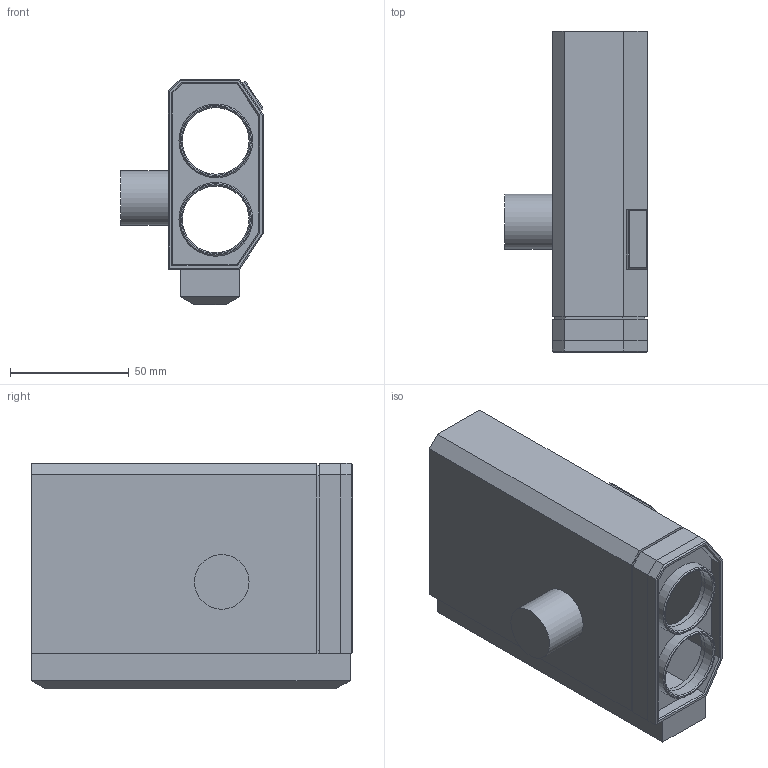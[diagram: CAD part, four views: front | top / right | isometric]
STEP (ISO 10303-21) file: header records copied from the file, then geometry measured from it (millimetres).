
FILE_DESCRIPTION(('FreeCAD Model'),'2;1');
FILE_NAME('Open CASCADE Shape Model','2025-03-28T16:39:03',('Author'),( ''),'Open CASCADE STEP processor 7.8','FreeCAD','Unknown');
FILE_SCHEMA(('AUTOMOTIVE_DESIGN { 1 0 10303 214 1 1 1 1 }'));
Length unit declared in the file: millimetre
Products named in the file (1): Main Body
Bounding box: 60 x 135 x 95 mm (x, y, z)
Volume: 145829.9 mm3; surface area: 68494.7 mm2
Topology: 1 solids, 1 shells, 100 faces, 229 edges, 139 vertices
Faces by surface type: plane 87, cylinder 9, cone 4
Full cylindrical faces by diameter (mm): 14 x1, 16 x1, 23 x1, 28 x4, 31 x2
Entity records: 2755 total; most frequent: CARTESIAN_POINT 469, ORIENTED_EDGE 458, DIRECTION 451, EDGE_CURVE 229, LINE 209, VECTOR 209, VERTEX_POINT 139, AXIS2_PLACEMENT_3D 121
